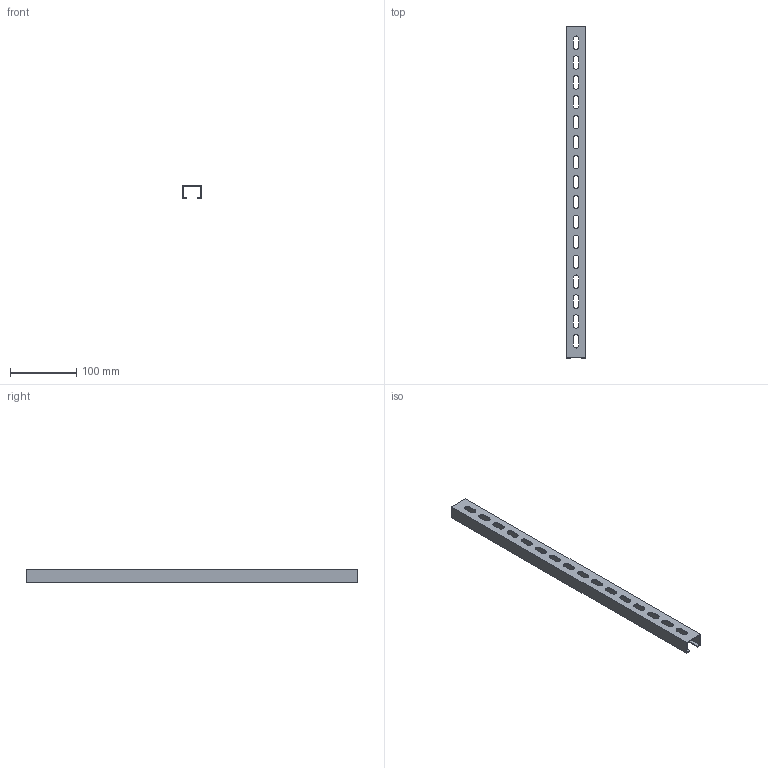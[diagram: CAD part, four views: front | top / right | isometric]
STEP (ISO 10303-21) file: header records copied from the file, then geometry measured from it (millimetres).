
FILE_DESCRIPTION (( 'STEP AP203' ), '1' );
FILE_NAME ('CLP1C-020-030-500 Ïðîôèëü ïåðô. C-îáðàçíûé 500 ìì.STEP', '2016-03-25T06:10:59', ( '' ), ( '' ), 'SwSTEP 2.0', 'SolidWorks 2014', '' );
FILE_SCHEMA (( 'CONFIG_CONTROL_DESIGN' ));
Length unit declared in the file: millimetre
Products named in the file (1): CLP1C-020-030-500 Ïðîôèëü ïåðô. C-îáðàçíûé 500 ìì
Bounding box: 30 x 500 x 20 mm (x, y, z)
Volume: 54597.2 mm3; surface area: 75736.8 mm2
Topology: 1 solids, 1 shells, 94 faces, 260 edges, 168 vertices
Faces by surface type: plane 62, cylinder 32
Entity records: 3121 total; most frequent: CARTESIAN_POINT 523, ORIENTED_EDGE 520, DIRECTION 514, EDGE_CURVE 260, VECTOR 196, LINE 196, VERTEX_POINT 168, AXIS2_PLACEMENT_3D 159
